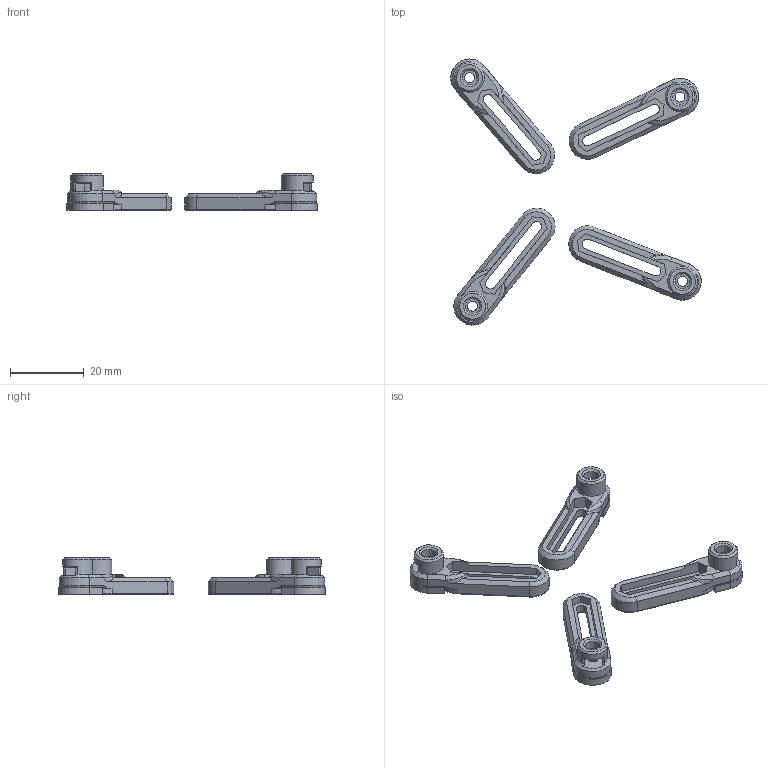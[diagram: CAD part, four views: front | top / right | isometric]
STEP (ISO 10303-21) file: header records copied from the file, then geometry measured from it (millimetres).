
FILE_DESCRIPTION(/* description */ ('STEP AP242','CAx-IF Rec.Pracs.---Representation and Presentation of Product Manufacturing Information (PMI)---4.0---2014-10-13','CAx-IF Rec.Pracs.---3D Tessellated Geometry---0.4---2014-09-14','2;1'),/* implementation_level */ '2;1');
FILE_NAME(/* name */ '67a459a4995f265e0c4f2a8f',/* time_stamp */ '2025-02-06T06:41:41Z',/* author */ (''),/* organization */ (''),/* preprocessor_version */ 'ST-DEVELOPER v20',/* originating_system */ 'ONSHAPE BY PTC INC, 1.193',/* authorisation */ ' ');
FILE_SCHEMA (('AP242_MANAGED_MODEL_BASED_3D_ENGINEERING_MIM_LF { 1 0 10303 442 1 1 4 }'));
Length unit declared in the file: metre
Products named in the file (3): TurtleBot3 Burger; Forth Floor <1>; PR30_IBB_01_3D
Assembly tree (5 placements, depth 3):
  TurtleBot3 Burger
    Forth Floor <1>
      PR30_IBB_01_3D  x4
Bounding box: 67.93 x 72.19 x 10 mm (x, y, z)
Volume: 4936.2 mm3; surface area: 5973.1 mm2
Topology: 4 solids, 4 shells, 312 faces, 820 edges, 520 vertices
Faces by surface type: plane 180, cylinder 72, cone 24, torus 20, bspline 16
Full cylindrical faces by diameter (mm): 2.7 x4, 4 x4, 8 x4
Entity records: 2586 total; most frequent: CARTESIAN_POINT 611, DIRECTION 397, ORIENTED_EDGE 394, EDGE_CURVE 197, AXIS2_PLACEMENT_3D 138, VERTEX_POINT 127, LINE 121, VECTOR 121
